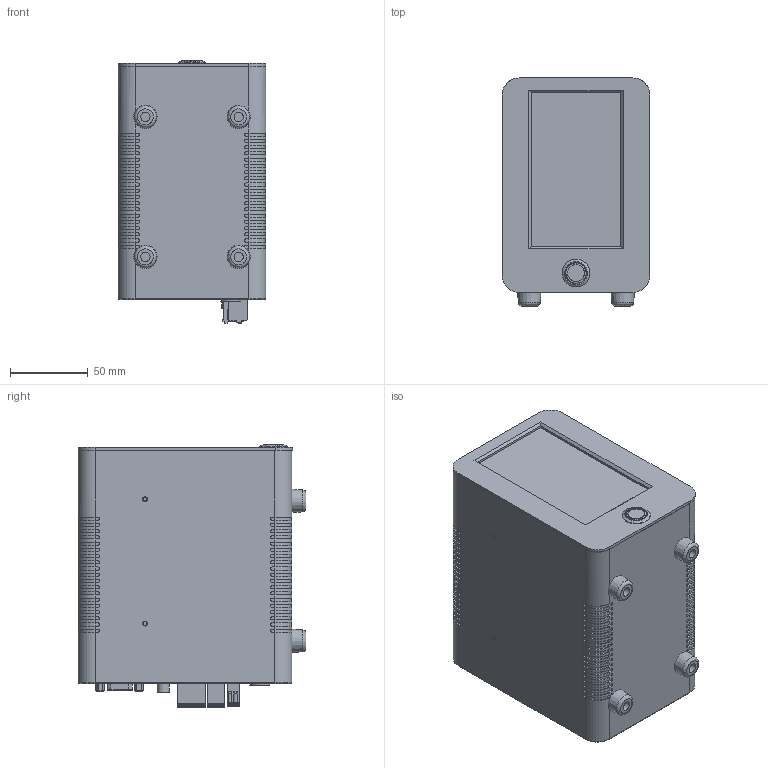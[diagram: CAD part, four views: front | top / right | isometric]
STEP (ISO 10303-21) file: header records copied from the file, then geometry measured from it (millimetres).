
FILE_DESCRIPTION (( 'STEP AP203' ), '1' );
FILE_NAME ('42586 CONTROLLER, MX-150.STEP', '2016-09-26T19:21:51', ( '' ), ( '' ), 'SwSTEP 2.0', 'SolidWorks 2015', '' );
FILE_SCHEMA (( 'CONFIG_CONTROL_DESIGN' ));
Length unit declared in the file: inch
Products named in the file (1): 42586 CONTROLLER, MX-150
Bounding box: 95.02 x 146.5 x 168.6 mm (x, y, z)
Volume: 1963997.9 mm3; surface area: 101378.3 mm2
Topology: 1 solids, 1 shells, 888 faces, 2508 edges, 1662 vertices
Faces by surface type: plane 445, cylinder 390, bspline 25, cone 24, torus 4
Full cylindrical faces by diameter (mm): 1.6 x4, 1.689 x6, 2.261 x2, 2.449 x2, 3.15 x4, 6 x4, 6.375 x1, 10.3 x1, 13.3 x1, 13.5 x1, 17.9 x1
Entity records: 30388 total; most frequent: CARTESIAN_POINT 7124, DIRECTION 4875, ORIENTED_EDGE 4872, EDGE_CURVE 2436, AXIS2_PLACEMENT_3D 1666, VERTEX_POINT 1637, VECTOR 1543, LINE 1543
